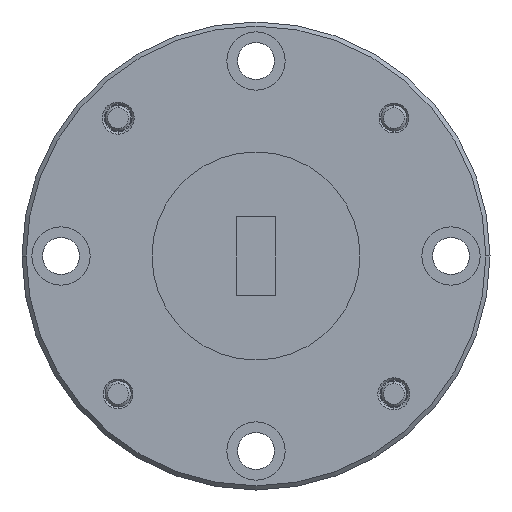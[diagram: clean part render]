
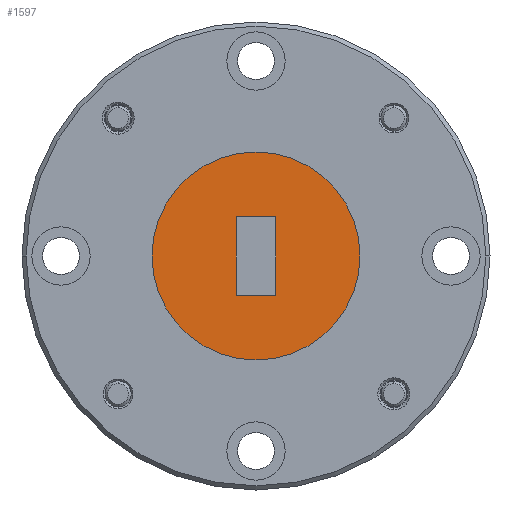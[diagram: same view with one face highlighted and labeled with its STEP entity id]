
A CAD part, left-side view. The second image highlights one B-rep face of the part: STEP entity #1597.
In plain terms, the highlighted planar face has unit normal (-1, 0, 0).
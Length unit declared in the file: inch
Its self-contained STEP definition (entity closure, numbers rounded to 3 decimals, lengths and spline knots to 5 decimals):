
#276 = EDGE_CURVE ( 'NONE', #1383, #1148, #1844, .T. ) ;
#280 = CARTESIAN_POINT ( 'NONE',  ( 0., -0.047, 0.094 ) ) ;
#374 = VERTEX_POINT ( 'NONE', #3241 ) ;
#427 = VECTOR ( 'NONE', #1084, 39.37008 ) ;
#436 = DIRECTION ( 'NONE',  ( 0., 1., 0. ) ) ;
#455 = CARTESIAN_POINT ( 'NONE',  ( 0., 0.047, -0.094 ) ) ;
#567 = CARTESIAN_POINT ( 'NONE',  ( 0., -0.047, -0.094 ) ) ;
#582 = CARTESIAN_POINT ( 'NONE',  ( 0., -0.047, 0.094 ) ) ;
#667 = EDGE_CURVE ( 'NONE', #4313, #1268, #4319, .T. ) ;
#668 = LINE ( 'NONE', #455, #427 ) ;
#710 = AXIS2_PLACEMENT_3D ( 'NONE', #4011, #2022, #3374 ) ;
#794 = CARTESIAN_POINT ( 'NONE',  ( 0., 0.25, 0. ) ) ;
#851 = EDGE_CURVE ( 'NONE', #1268, #4313, #3861, .T. ) ;
#888 = EDGE_CURVE ( 'NONE', #2590, #374, #668, .T. ) ;
#934 = AXIS2_PLACEMENT_3D ( 'NONE', #1331, #3994, #436 ) ;
#977 = ORIENTED_EDGE ( 'NONE', *, *, #2876, .T. ) ;
#1009 = VECTOR ( 'NONE', #3814, 39.37008 ) ;
#1084 = DIRECTION ( 'NONE',  ( 0., 0., 1. ) ) ;
#1148 = VERTEX_POINT ( 'NONE', #2694 ) ;
#1268 = VERTEX_POINT ( 'NONE', #2828 ) ;
#1311 = FACE_BOUND ( 'NONE', #3777, .T. ) ;
#1331 = CARTESIAN_POINT ( 'NONE',  ( 0., 0., 0. ) ) ;
#1383 = VERTEX_POINT ( 'NONE', #582 ) ;
#1384 = CARTESIAN_POINT ( 'NONE',  ( 0., 0.047, -0.094 ) ) ;
#1597 = ADVANCED_FACE ( 'NONE', ( #1311, #2692 ), #3313, .T. ) ;
#1619 = DIRECTION ( 'NONE',  ( 0., -1., 0. ) ) ;
#1701 = ORIENTED_EDGE ( 'NONE', *, *, #276, .T. ) ;
#1733 = EDGE_LOOP ( 'NONE', ( #1917, #1836 ) ) ;
#1790 = CARTESIAN_POINT ( 'NONE',  ( 0., 0., 0. ) ) ;
#1809 = DIRECTION ( 'NONE',  ( 0., 1., 0. ) ) ;
#1836 = ORIENTED_EDGE ( 'NONE', *, *, #851, .F. ) ;
#1844 = LINE ( 'NONE', #2931, #1009 ) ;
#1907 = DIRECTION ( 'NONE',  ( 0., 1., 0. ) ) ;
#1917 = ORIENTED_EDGE ( 'NONE', *, *, #667, .F. ) ;
#1950 = LINE ( 'NONE', #280, #3338 ) ;
#2011 = EDGE_CURVE ( 'NONE', #374, #1383, #1950, .T. ) ;
#2022 = DIRECTION ( 'NONE',  ( -1., 0., 0. ) ) ;
#2444 = AXIS2_PLACEMENT_3D ( 'NONE', #1790, #3140, #1809 ) ;
#2590 = VERTEX_POINT ( 'NONE', #1384 ) ;
#2663 = VECTOR ( 'NONE', #1907, 39.37008 ) ;
#2692 = FACE_OUTER_BOUND ( 'NONE', #1733, .T. ) ;
#2694 = CARTESIAN_POINT ( 'NONE',  ( 0., -0.047, -0.094 ) ) ;
#2828 = CARTESIAN_POINT ( 'NONE',  ( 0., -0.25, 0. ) ) ;
#2860 = ORIENTED_EDGE ( 'NONE', *, *, #888, .T. ) ;
#2876 = EDGE_CURVE ( 'NONE', #1148, #2590, #2925, .T. ) ;
#2925 = LINE ( 'NONE', #567, #2663 ) ;
#2931 = CARTESIAN_POINT ( 'NONE',  ( 0., -0.047, -0.094 ) ) ;
#3107 = ORIENTED_EDGE ( 'NONE', *, *, #2011, .T. ) ;
#3140 = DIRECTION ( 'NONE',  ( 1., 0., 0. ) ) ;
#3241 = CARTESIAN_POINT ( 'NONE',  ( 0., 0.047, 0.094 ) ) ;
#3313 = PLANE ( 'NONE',  #710 ) ;
#3338 = VECTOR ( 'NONE', #1619, 39.37008 ) ;
#3374 = DIRECTION ( 'NONE',  ( 0., -1., 0. ) ) ;
#3777 = EDGE_LOOP ( 'NONE', ( #3107, #1701, #977, #2860 ) ) ;
#3814 = DIRECTION ( 'NONE',  ( 0., 0., -1. ) ) ;
#3861 = CIRCLE ( 'NONE', #934, 0.25 ) ;
#3994 = DIRECTION ( 'NONE',  ( 1., 0., 0. ) ) ;
#4011 = CARTESIAN_POINT ( 'NONE',  ( 0., 0., 0. ) ) ;
#4313 = VERTEX_POINT ( 'NONE', #794 ) ;
#4319 = CIRCLE ( 'NONE', #2444, 0.25 ) ;
